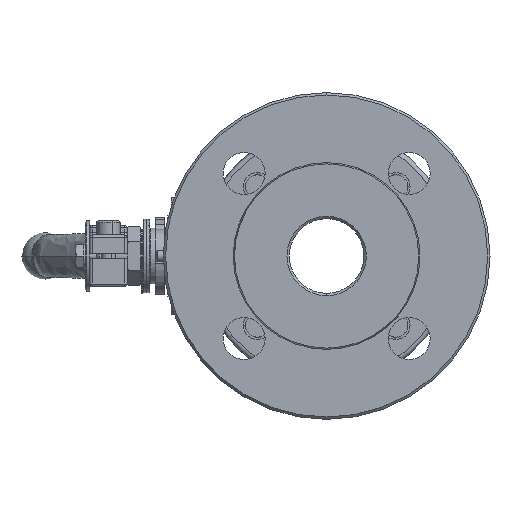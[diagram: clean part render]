
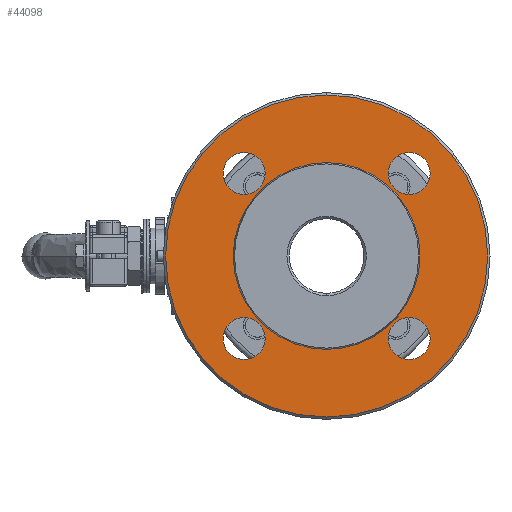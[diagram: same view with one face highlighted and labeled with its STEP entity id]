
A CAD part, left-side view. The second image highlights one B-rep face of the part: STEP entity #44098.
In plain terms, the highlighted planar face has unit normal (-1, 0, 0).
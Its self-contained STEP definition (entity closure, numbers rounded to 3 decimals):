
#185 = DIRECTION ( 'NONE',  ( -1., 0., 0. ) ) ;
#426 = ORIENTED_EDGE ( 'NONE', *, *, #24339, .F. ) ;
#1849 = EDGE_CURVE ( 'NONE', #29936, #33807, #19336, .T. ) ;
#1944 = VERTEX_POINT ( 'NONE', #17658 ) ;
#3504 = DIRECTION ( 'NONE',  ( 0., 0., 1. ) ) ;
#4206 = DIRECTION ( 'NONE',  ( -1., 0., 0. ) ) ;
#4438 = CARTESIAN_POINT ( 'NONE',  ( -52., -35.355, -35.355 ) ) ;
#4485 = AXIS2_PLACEMENT_3D ( 'NONE', #20468, #17335, #24107 ) ;
#4495 = CARTESIAN_POINT ( 'NONE',  ( -52., 35.355, 44.355 ) ) ;
#4799 = CIRCLE ( 'NONE', #22808, 69. ) ;
#5378 = VERTEX_POINT ( 'NONE', #41462 ) ;
#5532 = AXIS2_PLACEMENT_3D ( 'NONE', #12784, #26558, #40292 ) ;
#5692 = DIRECTION ( 'NONE',  ( -1., 0., 0. ) ) ;
#5763 = CARTESIAN_POINT ( 'NONE',  ( -52., -35.355, -35.355 ) ) ;
#5781 = FACE_BOUND ( 'NONE', #27663, .T. ) ;
#6799 = EDGE_LOOP ( 'NONE', ( #33815, #17997 ) ) ;
#7203 = AXIS2_PLACEMENT_3D ( 'NONE', #5763, #25625, #22916 ) ;
#7207 = CARTESIAN_POINT ( 'NONE',  ( -52., 35.355, -35.355 ) ) ;
#7602 = CIRCLE ( 'NONE', #38561, 9. ) ;
#7639 = VERTEX_POINT ( 'NONE', #26233 ) ;
#8580 = DIRECTION ( 'NONE',  ( 0., 0., 1. ) ) ;
#8616 = AXIS2_PLACEMENT_3D ( 'NONE', #40627, #5692, #16748 ) ;
#8759 = EDGE_CURVE ( 'NONE', #34544, #9745, #34783, .T. ) ;
#9389 = FACE_BOUND ( 'NONE', #6799, .T. ) ;
#9483 = DIRECTION ( 'NONE',  ( -1., 0., 0. ) ) ;
#9607 = CARTESIAN_POINT ( 'NONE',  ( -52., -40., 0. ) ) ;
#9745 = VERTEX_POINT ( 'NONE', #38508 ) ;
#10072 = CIRCLE ( 'NONE', #8616, 40. ) ;
#10733 = AXIS2_PLACEMENT_3D ( 'NONE', #7207, #34720, #26686 ) ;
#11510 = CARTESIAN_POINT ( 'NONE',  ( -52., 0., -69. ) ) ;
#12511 = VERTEX_POINT ( 'NONE', #11510 ) ;
#12784 = CARTESIAN_POINT ( 'NONE',  ( -52., 35.355, 35.355 ) ) ;
#12893 = CARTESIAN_POINT ( 'NONE',  ( -52., 0., 0. ) ) ;
#12966 = EDGE_CURVE ( 'NONE', #18706, #1944, #39387, .T. ) ;
#13037 = CIRCLE ( 'NONE', #37486, 9. ) ;
#13292 = ORIENTED_EDGE ( 'NONE', *, *, #14193, .F. ) ;
#13683 = EDGE_CURVE ( 'NONE', #9745, #34544, #10072, .T. ) ;
#13920 = CARTESIAN_POINT ( 'NONE',  ( -52., -35.355, 35.355 ) ) ;
#13965 = EDGE_CURVE ( 'NONE', #7639, #5378, #14401, .T. ) ;
#14193 = EDGE_CURVE ( 'NONE', #5378, #7639, #26656, .T. ) ;
#14401 = CIRCLE ( 'NONE', #37447, 9. ) ;
#14913 = CARTESIAN_POINT ( 'NONE',  ( -52., 35.355, -44.355 ) ) ;
#15610 = EDGE_LOOP ( 'NONE', ( #36742, #28591 ) ) ;
#15934 = EDGE_CURVE ( 'NONE', #30689, #43562, #13037, .T. ) ;
#16367 = FACE_BOUND ( 'NONE', #15610, .T. ) ;
#16748 = DIRECTION ( 'NONE',  ( 0., 0., 1. ) ) ;
#16753 = CARTESIAN_POINT ( 'NONE',  ( -52., -35.355, 44.355 ) ) ;
#16869 = EDGE_LOOP ( 'NONE', ( #25068, #21384 ) ) ;
#17101 = DIRECTION ( 'NONE',  ( -1., 0., 0. ) ) ;
#17335 = DIRECTION ( 'NONE',  ( -1., 0., 0. ) ) ;
#17658 = CARTESIAN_POINT ( 'NONE',  ( -52., 35.355, 26.355 ) ) ;
#17997 = ORIENTED_EDGE ( 'NONE', *, *, #1849, .F. ) ;
#18706 = VERTEX_POINT ( 'NONE', #4495 ) ;
#19336 = CIRCLE ( 'NONE', #35165, 9. ) ;
#19531 = FACE_BOUND ( 'NONE', #27825, .T. ) ;
#20118 = ORIENTED_EDGE ( 'NONE', *, *, #13965, .F. ) ;
#20468 = CARTESIAN_POINT ( 'NONE',  ( -52., 35.355, 35.355 ) ) ;
#21384 = ORIENTED_EDGE ( 'NONE', *, *, #36680, .T. ) ;
#22780 = CIRCLE ( 'NONE', #27813, 69. ) ;
#22808 = AXIS2_PLACEMENT_3D ( 'NONE', #37542, #37304, #3504 ) ;
#22916 = DIRECTION ( 'NONE',  ( 0., 0., 1. ) ) ;
#22986 = CIRCLE ( 'NONE', #10733, 9. ) ;
#23113 = CARTESIAN_POINT ( 'NONE',  ( -52., -35.355, 35.355 ) ) ;
#23369 = DIRECTION ( 'NONE',  ( -1., 0., 0. ) ) ;
#24107 = DIRECTION ( 'NONE',  ( 0., 0., 1. ) ) ;
#24339 = EDGE_CURVE ( 'NONE', #1944, #18706, #26809, .T. ) ;
#25015 = CARTESIAN_POINT ( 'NONE',  ( -52., 0., 69. ) ) ;
#25068 = ORIENTED_EDGE ( 'NONE', *, *, #35969, .T. ) ;
#25442 = AXIS2_PLACEMENT_3D ( 'NONE', #26617, #9483, #8580 ) ;
#25625 = DIRECTION ( 'NONE',  ( -1., 0., 0. ) ) ;
#26095 = EDGE_CURVE ( 'NONE', #43562, #30689, #22986, .T. ) ;
#26233 = CARTESIAN_POINT ( 'NONE',  ( -52., -35.355, -44.355 ) ) ;
#26558 = DIRECTION ( 'NONE',  ( -1., 0., 0. ) ) ;
#26617 = CARTESIAN_POINT ( 'NONE',  ( -52., 0., 0. ) ) ;
#26656 = CIRCLE ( 'NONE', #7203, 9. ) ;
#26686 = DIRECTION ( 'NONE',  ( 0., 0., 1. ) ) ;
#26809 = CIRCLE ( 'NONE', #4485, 9. ) ;
#27024 = DIRECTION ( 'NONE',  ( -1., 0., 0. ) ) ;
#27471 = CARTESIAN_POINT ( 'NONE',  ( -52., 35.355, -35.355 ) ) ;
#27663 = EDGE_LOOP ( 'NONE', ( #38744, #40434 ) ) ;
#27813 = AXIS2_PLACEMENT_3D ( 'NONE', #12893, #185, #43900 ) ;
#27825 = EDGE_LOOP ( 'NONE', ( #36534, #426 ) ) ;
#28591 = ORIENTED_EDGE ( 'NONE', *, *, #13683, .F. ) ;
#29936 = VERTEX_POINT ( 'NONE', #40947 ) ;
#30119 = FACE_OUTER_BOUND ( 'NONE', #16869, .T. ) ;
#30689 = VERTEX_POINT ( 'NONE', #42149 ) ;
#31278 = DIRECTION ( 'NONE',  ( 0., 0., 1. ) ) ;
#33462 = DIRECTION ( 'NONE',  ( 0., 0., 1. ) ) ;
#33499 = FACE_BOUND ( 'NONE', #38019, .T. ) ;
#33807 = VERTEX_POINT ( 'NONE', #16753 ) ;
#33815 = ORIENTED_EDGE ( 'NONE', *, *, #39057, .F. ) ;
#34378 = VERTEX_POINT ( 'NONE', #25015 ) ;
#34544 = VERTEX_POINT ( 'NONE', #36472 ) ;
#34720 = DIRECTION ( 'NONE',  ( -1., 0., 0. ) ) ;
#34783 = CIRCLE ( 'NONE', #25442, 40. ) ;
#35165 = AXIS2_PLACEMENT_3D ( 'NONE', #23113, #36835, #33462 ) ;
#35969 = EDGE_CURVE ( 'NONE', #12511, #34378, #22780, .T. ) ;
#36472 = CARTESIAN_POINT ( 'NONE',  ( -52., 0., -40. ) ) ;
#36534 = ORIENTED_EDGE ( 'NONE', *, *, #12966, .F. ) ;
#36680 = EDGE_CURVE ( 'NONE', #34378, #12511, #4799, .T. ) ;
#36742 = ORIENTED_EDGE ( 'NONE', *, *, #8759, .F. ) ;
#36835 = DIRECTION ( 'NONE',  ( -1., 0., 0. ) ) ;
#37084 = DIRECTION ( 'NONE',  ( 0., 0., 1. ) ) ;
#37304 = DIRECTION ( 'NONE',  ( -1., 0., 0. ) ) ;
#37447 = AXIS2_PLACEMENT_3D ( 'NONE', #4438, #4206, #31278 ) ;
#37486 = AXIS2_PLACEMENT_3D ( 'NONE', #27471, #27024, #41203 ) ;
#37542 = CARTESIAN_POINT ( 'NONE',  ( -52., 0., 0. ) ) ;
#38019 = EDGE_LOOP ( 'NONE', ( #13292, #20118 ) ) ;
#38508 = CARTESIAN_POINT ( 'NONE',  ( -52., 0., 40. ) ) ;
#38561 = AXIS2_PLACEMENT_3D ( 'NONE', #13920, #17101, #44590 ) ;
#38744 = ORIENTED_EDGE ( 'NONE', *, *, #15934, .F. ) ;
#39057 = EDGE_CURVE ( 'NONE', #33807, #29936, #7602, .T. ) ;
#39387 = CIRCLE ( 'NONE', #5532, 9. ) ;
#40292 = DIRECTION ( 'NONE',  ( 0., 0., 1. ) ) ;
#40434 = ORIENTED_EDGE ( 'NONE', *, *, #26095, .F. ) ;
#40627 = CARTESIAN_POINT ( 'NONE',  ( -52., 0., 0. ) ) ;
#40947 = CARTESIAN_POINT ( 'NONE',  ( -52., -35.355, 26.355 ) ) ;
#41203 = DIRECTION ( 'NONE',  ( 0., 0., 1. ) ) ;
#41462 = CARTESIAN_POINT ( 'NONE',  ( -52., -35.355, -26.355 ) ) ;
#42149 = CARTESIAN_POINT ( 'NONE',  ( -52., 35.355, -26.355 ) ) ;
#42825 = AXIS2_PLACEMENT_3D ( 'NONE', #9607, #23369, #37084 ) ;
#43562 = VERTEX_POINT ( 'NONE', #14913 ) ;
#43847 = PLANE ( 'NONE',  #42825 ) ;
#43900 = DIRECTION ( 'NONE',  ( 0., 0., 1. ) ) ;
#44098 = ADVANCED_FACE ( 'NONE', ( #5781, #19531, #9389, #33499, #16367, #30119 ), #43847, .T. ) ;
#44590 = DIRECTION ( 'NONE',  ( 0., 0., 1. ) ) ;
